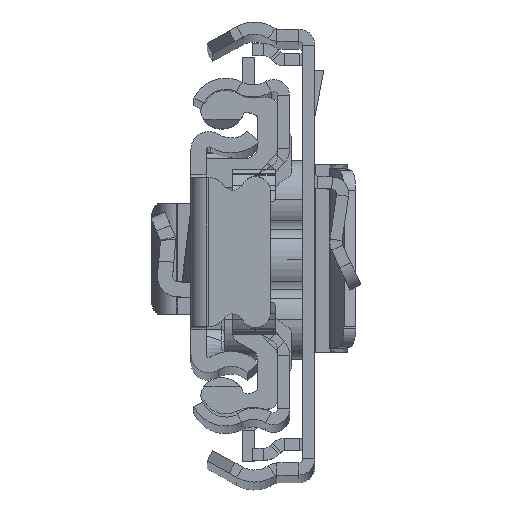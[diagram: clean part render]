
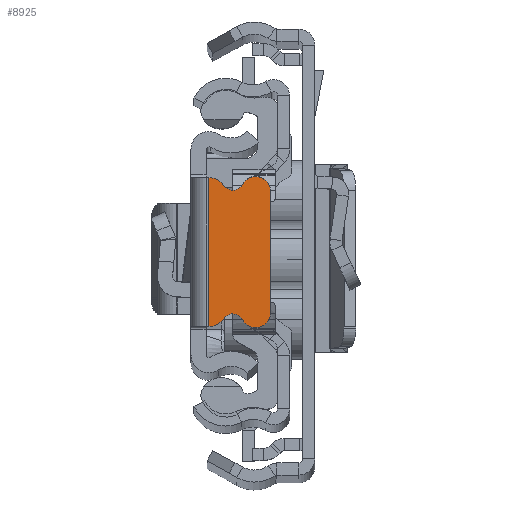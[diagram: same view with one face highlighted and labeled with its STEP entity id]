
A CAD part, top view. The second image highlights one B-rep face of the part: STEP entity #8925.
In plain terms, the highlighted planar face has unit normal (0, 0, 1).
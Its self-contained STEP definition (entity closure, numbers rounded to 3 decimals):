
#47 = DIRECTION ( 'NONE',  ( -1., 0., 0. ) ) ;
#339 = EDGE_LOOP ( 'NONE', ( #23110, #22542, #22265, #4399, #21341, #19615, #12664, #24846, #14335, #12604 ) ) ;
#462 = EDGE_CURVE ( 'NONE', #15545, #21253, #22948, .T. ) ;
#666 = CARTESIAN_POINT ( 'NONE',  ( -3.206, 6.658, 0. ) ) ;
#867 = CARTESIAN_POINT ( 'NONE',  ( -6.429, 6., 0. ) ) ;
#993 = DIRECTION ( 'NONE',  ( 0., 0., 1. ) ) ;
#1034 = AXIS2_PLACEMENT_3D ( 'NONE', #9982, #23491, #6105 ) ;
#1066 = CARTESIAN_POINT ( 'NONE',  ( -1.75, 0., 0. ) ) ;
#1212 = DIRECTION ( 'NONE',  ( 0., 0., 1. ) ) ;
#1663 = EDGE_CURVE ( 'NONE', #5749, #4990, #5995, .T. ) ;
#2226 = CARTESIAN_POINT ( 'NONE',  ( -4.142, -7.236, 0. ) ) ;
#3013 = DIRECTION ( 'NONE',  ( 0., 0., -1. ) ) ;
#3041 = CARTESIAN_POINT ( 'NONE',  ( -7.929, -6., 0. ) ) ;
#3573 = DIRECTION ( 'NONE',  ( 0., 0., 1. ) ) ;
#3706 = AXIS2_PLACEMENT_3D ( 'NONE', #18709, #11618, #24893 ) ;
#3748 = VERTEX_POINT ( 'NONE', #9927 ) ;
#4064 = DIRECTION ( 'NONE',  ( 1., 0., 0. ) ) ;
#4399 = ORIENTED_EDGE ( 'NONE', *, *, #24620, .T. ) ;
#4771 = CIRCLE ( 'NONE', #22455, 1.5 ) ;
#4990 = VERTEX_POINT ( 'NONE', #14792 ) ;
#5311 = CARTESIAN_POINT ( 'NONE',  ( -1.929, -7.37, 0. ) ) ;
#5749 = VERTEX_POINT ( 'NONE', #24516 ) ;
#5848 = DIRECTION ( 'NONE',  ( 0., 0., -1. ) ) ;
#5995 = LINE ( 'NONE', #13871, #9560 ) ;
#6105 = DIRECTION ( 'NONE',  ( 1., 0., 0. ) ) ;
#6264 = VERTEX_POINT ( 'NONE', #3041 ) ;
#6838 = CARTESIAN_POINT ( 'NONE',  ( -7.929, -6., 0. ) ) ;
#6884 = CARTESIAN_POINT ( 'NONE',  ( -6.429, -6., 0. ) ) ;
#6888 = VERTEX_POINT ( 'NONE', #666 ) ;
#7305 = CARTESIAN_POINT ( 'NONE',  ( 444.071, 0., 0. ) ) ;
#7684 = VECTOR ( 'NONE', #14725, 1000. ) ;
#7897 = VERTEX_POINT ( 'NONE', #10003 ) ;
#7902 = CIRCLE ( 'NONE', #14913, 1.5 ) ;
#8695 = DIRECTION ( 'NONE',  ( 1., 0., 0. ) ) ;
#8757 = EDGE_CURVE ( 'NONE', #3748, #21614, #7902, .T. ) ;
#8851 = CIRCLE ( 'NONE', #1034, 1.5 ) ;
#8925 = ADVANCED_FACE ( 'NONE', ( #24934 ), #9236, .T. ) ;
#9029 = LINE ( 'NONE', #6838, #7684 ) ;
#9236 = PLANE ( 'NONE',  #23109 ) ;
#9402 = EDGE_CURVE ( 'NONE', #4990, #15545, #18706, .T. ) ;
#9560 = VECTOR ( 'NONE', #4064, 1000. ) ;
#9927 = CARTESIAN_POINT ( 'NONE',  ( -5.109, 6.713, 0. ) ) ;
#9982 = CARTESIAN_POINT ( 'NONE',  ( -1.929, -5.87, 0. ) ) ;
#10003 = CARTESIAN_POINT ( 'NONE',  ( -5.109, -6.713, 0. ) ) ;
#10093 = CIRCLE ( 'NONE', #20352, 1.1 ) ;
#11084 = EDGE_CURVE ( 'NONE', #5749, #6888, #16456, .T. ) ;
#11387 = CIRCLE ( 'NONE', #14685, 1.1 ) ;
#11618 = DIRECTION ( 'NONE',  ( 0., 0., 1. ) ) ;
#12604 = ORIENTED_EDGE ( 'NONE', *, *, #462, .F. ) ;
#12664 = ORIENTED_EDGE ( 'NONE', *, *, #24608, .T. ) ;
#13290 = VECTOR ( 'NONE', #16783, 1000. ) ;
#13358 = CARTESIAN_POINT ( 'NONE',  ( -3.206, -6.658, 0. ) ) ;
#13871 = CARTESIAN_POINT ( 'NONE',  ( -1.929, 7.37, 0. ) ) ;
#14335 = ORIENTED_EDGE ( 'NONE', *, *, #16731, .T. ) ;
#14685 = AXIS2_PLACEMENT_3D ( 'NONE', #17068, #3013, #8695 ) ;
#14725 = DIRECTION ( 'NONE',  ( 0., -1., 0. ) ) ;
#14792 = CARTESIAN_POINT ( 'NONE',  ( -1.75, 7.37, 0. ) ) ;
#14796 = EDGE_CURVE ( 'NONE', #7897, #20958, #10093, .T. ) ;
#14913 = AXIS2_PLACEMENT_3D ( 'NONE', #867, #993, #22368 ) ;
#15545 = VERTEX_POINT ( 'NONE', #21533 ) ;
#16456 = CIRCLE ( 'NONE', #3706, 1.5 ) ;
#16731 = EDGE_CURVE ( 'NONE', #20958, #21253, #8851, .T. ) ;
#16783 = DIRECTION ( 'NONE',  ( 0., -1., 0. ) ) ;
#17068 = CARTESIAN_POINT ( 'NONE',  ( -4.142, 7.236, 0. ) ) ;
#18706 = LINE ( 'NONE', #1066, #13290 ) ;
#18709 = CARTESIAN_POINT ( 'NONE',  ( -1.929, 5.87, 0. ) ) ;
#19615 = ORIENTED_EDGE ( 'NONE', *, *, #25446, .T. ) ;
#20075 = VECTOR ( 'NONE', #23208, 1000. ) ;
#20352 = AXIS2_PLACEMENT_3D ( 'NONE', #2226, #5848, #47 ) ;
#20958 = VERTEX_POINT ( 'NONE', #13358 ) ;
#21253 = VERTEX_POINT ( 'NONE', #5311 ) ;
#21341 = ORIENTED_EDGE ( 'NONE', *, *, #8757, .T. ) ;
#21533 = CARTESIAN_POINT ( 'NONE',  ( -1.75, -7.37, 0. ) ) ;
#21614 = VERTEX_POINT ( 'NONE', #25208 ) ;
#22265 = ORIENTED_EDGE ( 'NONE', *, *, #11084, .T. ) ;
#22368 = DIRECTION ( 'NONE',  ( -1., 0., 0. ) ) ;
#22455 = AXIS2_PLACEMENT_3D ( 'NONE', #6884, #1212, #22464 ) ;
#22464 = DIRECTION ( 'NONE',  ( 1., 0., 0. ) ) ;
#22542 = ORIENTED_EDGE ( 'NONE', *, *, #1663, .F. ) ;
#22760 = DIRECTION ( 'NONE',  ( 1., 0., 0. ) ) ;
#22948 = LINE ( 'NONE', #24870, #20075 ) ;
#23109 = AXIS2_PLACEMENT_3D ( 'NONE', #7305, #3573, #22760 ) ;
#23110 = ORIENTED_EDGE ( 'NONE', *, *, #9402, .F. ) ;
#23208 = DIRECTION ( 'NONE',  ( -1., 0., 0. ) ) ;
#23491 = DIRECTION ( 'NONE',  ( 0., 0., 1. ) ) ;
#24516 = CARTESIAN_POINT ( 'NONE',  ( -1.929, 7.37, 0. ) ) ;
#24608 = EDGE_CURVE ( 'NONE', #6264, #7897, #4771, .T. ) ;
#24620 = EDGE_CURVE ( 'NONE', #6888, #3748, #11387, .T. ) ;
#24846 = ORIENTED_EDGE ( 'NONE', *, *, #14796, .T. ) ;
#24870 = CARTESIAN_POINT ( 'NONE',  ( -1.929, -7.37, 0. ) ) ;
#24893 = DIRECTION ( 'NONE',  ( -1., 0., 0. ) ) ;
#24934 = FACE_OUTER_BOUND ( 'NONE', #339, .T. ) ;
#25208 = CARTESIAN_POINT ( 'NONE',  ( -7.929, 6., 0. ) ) ;
#25446 = EDGE_CURVE ( 'NONE', #21614, #6264, #9029, .T. ) ;
